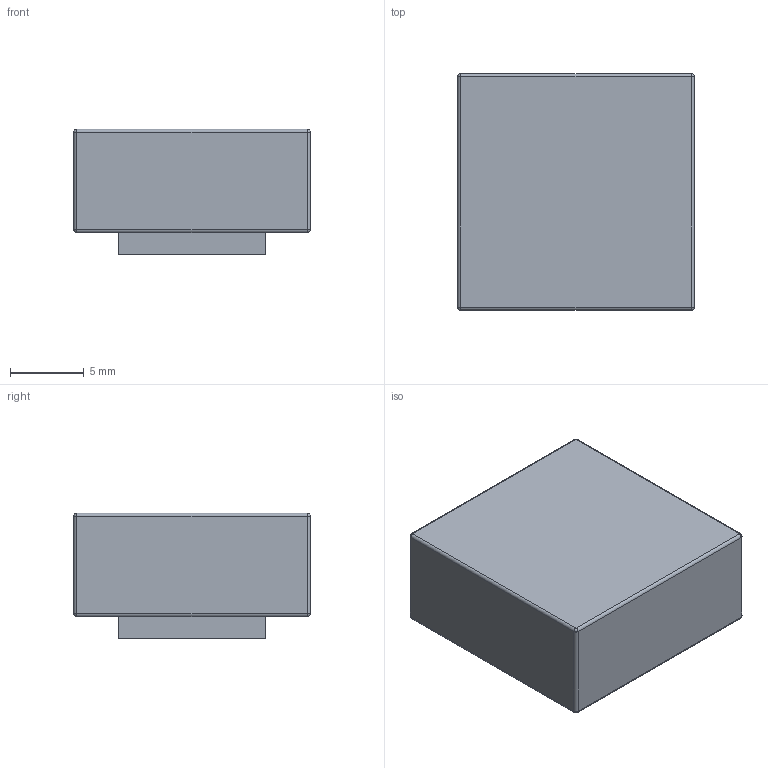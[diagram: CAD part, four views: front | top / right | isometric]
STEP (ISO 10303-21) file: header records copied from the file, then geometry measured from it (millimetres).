
FILE_DESCRIPTION(/* description */ (''),/* implementation_level */ '2;1');
FILE_NAME(/* name */ 'Star Wars button cap direct v3.step',/* time_stamp */ '2020-11-08T17:35:34+01:00',/* author */ (''),/* organization */ (''),/* preprocessor_version */ 'ST-DEVELOPER v18.1',/* originating_system */ 'Autodesk Translation Framework v9.3.0.1241',/* authorisation */ '');
FILE_SCHEMA (('AUTOMOTIVE_DESIGN { 1 0 10303 214 3 1 1 }'));
Length unit declared in the file: millimetre
Products named in the file (1): Star Wars button cap direct
Bounding box: 16 x 16 x 8.5 mm (x, y, z)
Volume: 1887.4 mm3; surface area: 1061.2 mm2
Topology: 1 solids, 1 shells, 36 faces, 72 edges, 40 vertices
Faces by surface type: plane 16, cylinder 12, sphere 8
Entity records: 948 total; most frequent: DIRECTION 170, CARTESIAN_POINT 149, ORIENTED_EDGE 144, EDGE_CURVE 72, AXIS2_PLACEMENT_3D 61, LINE 48, VECTOR 48, VERTEX_POINT 40
